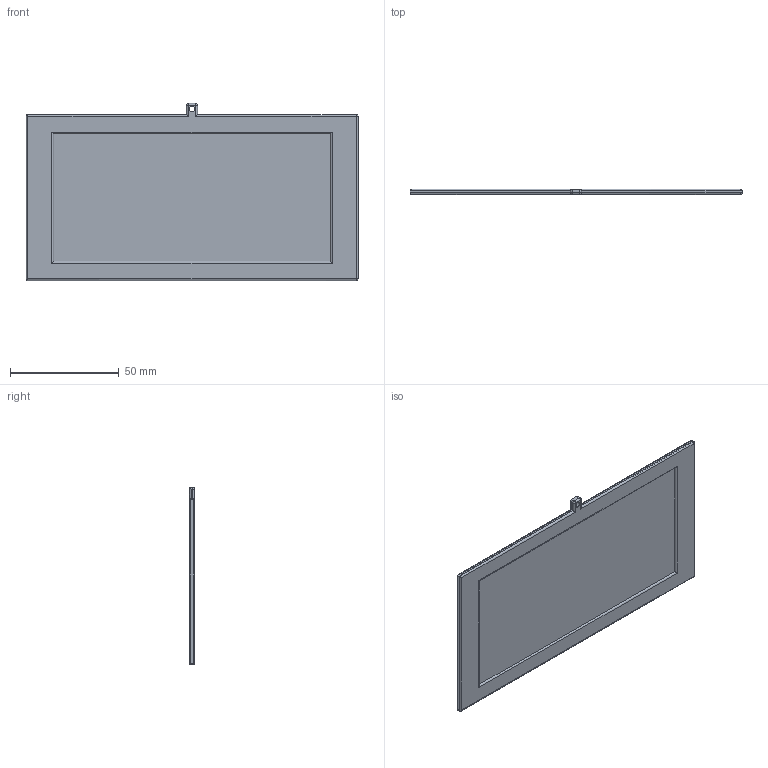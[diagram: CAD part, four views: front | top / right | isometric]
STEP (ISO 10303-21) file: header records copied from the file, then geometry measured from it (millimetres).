
FILE_DESCRIPTION(/* description */ ('STEP AP242','CAx-IF Rec.Pracs.---Representation and Presentation of Product Manufacturing Information (PMI)---4.0---2014-10-13','CAx-IF Rec.Pracs.---3D Tessellated Geometry---0.4---2014-09-14','2;1'),/* implementation_level */ '2;1');
FILE_NAME(/* name */ '66ad4475fbbd4545d315b31a',/* time_stamp */ '2024-08-02T20:41:25Z',/* author */ (''),/* organization */ (''),/* preprocessor_version */ 'ST-DEVELOPER v20',/* originating_system */ ' ',/* authorisation */ ' ');
FILE_SCHEMA (('AP242_MANAGED_MODEL_BASED_3D_ENGINEERING_MIM_LF { 1 0 10303 442 1 1 4 }'));
Length unit declared in the file: metre
Products named in the file (1): Part 1
Bounding box: 152.4 x 2.54 x 81.28 mm (x, y, z)
Volume: 12143.8 mm3; surface area: 32461.7 mm2
Topology: 1 solids, 1 shells, 46 faces, 110 edges, 60 vertices
Faces by surface type: cylinder 24, plane 16, sphere 6
Full cylindrical faces by diameter (mm): 2.54 x1
Entity records: 1287 total; most frequent: DIRECTION 235, CARTESIAN_POINT 210, ORIENTED_EDGE 206, EDGE_CURVE 103, AXIS2_PLACEMENT_3D 85, LINE 65, VECTOR 65, VERTEX_POINT 60
